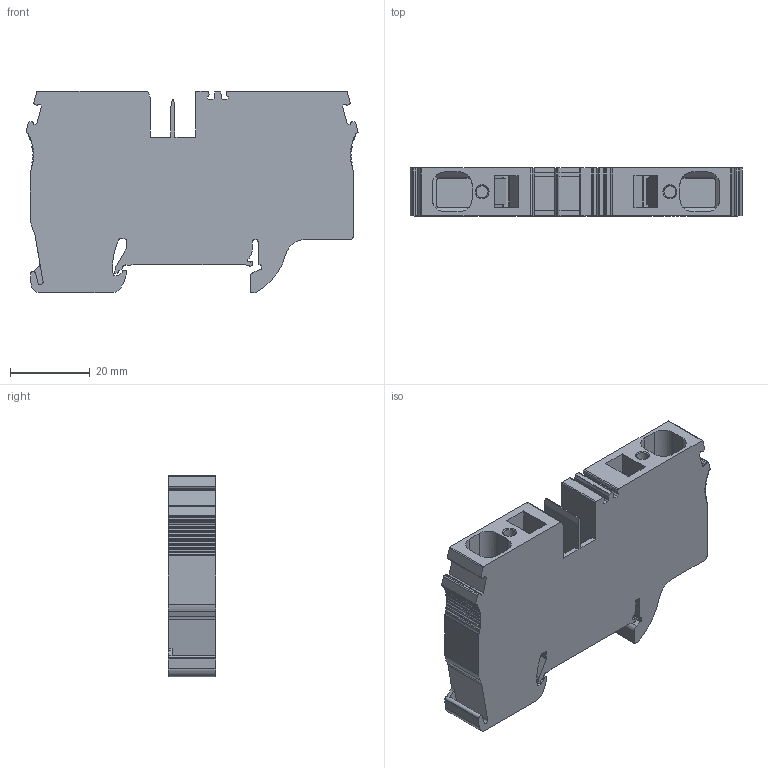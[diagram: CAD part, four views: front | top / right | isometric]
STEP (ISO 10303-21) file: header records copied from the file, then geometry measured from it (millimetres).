
FILE_DESCRIPTION(/* description */ ('Unknown'),/* implementation_level */ '2;1');
FILE_NAME(/* name */ 'SQ16_3D_SOLID_MODEL',/* time_stamp */ '2021-05-04T10:12:41+06:00',/* author */ ('Unknown'),/* organization */ ('Unknown'),/* preprocessor_version */ 'ST-DEVELOPER v16.7',/* originating_system */ 'DEX',/* authorisation */ $);
FILE_SCHEMA (('AUTOMOTIVE_DESIGN {1 0 10303 214 3 1 1}'));
Length unit declared in the file: millimetre
Products named in the file (1): SQ16_3D_SOLID_MODEL
Bounding box: 83.24 x 12 x 50.5 mm (x, y, z)
Volume: 33987.1 mm3; surface area: 14868.8 mm2
Topology: 1 solids, 1 shells, 303 faces, 883 edges, 588 vertices
Faces by surface type: plane 152, cylinder 149, cone 2
Full cylindrical faces by diameter (mm): 3 x2
Entity records: 10106 total; most frequent: DIRECTION 1792, CARTESIAN_POINT 1775, ORIENTED_EDGE 1754, EDGE_CURVE 877, AXIS2_PLACEMENT_3D 613, VERTEX_POINT 586, LINE 566, VECTOR 566
